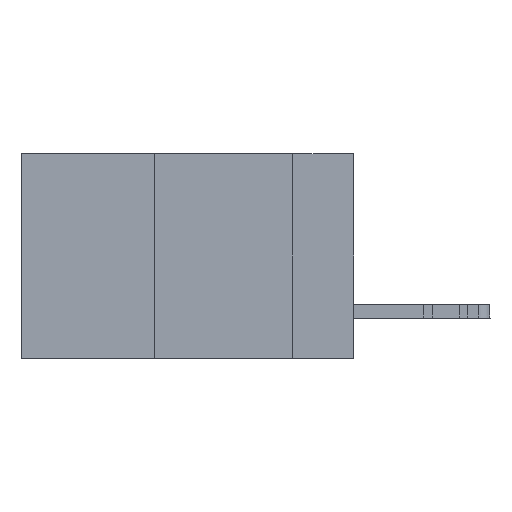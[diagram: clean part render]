
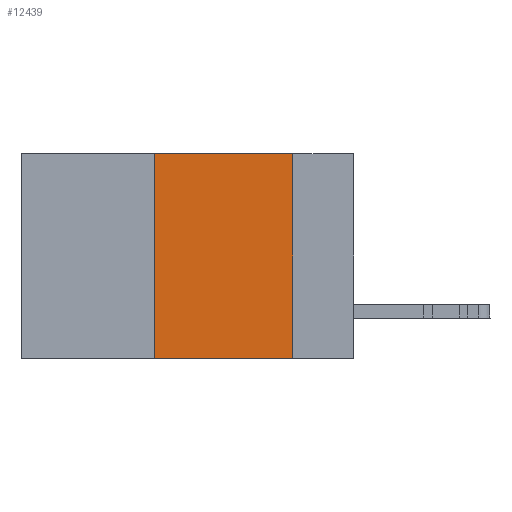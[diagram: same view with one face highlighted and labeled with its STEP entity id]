
A CAD part, left-side view. The second image highlights one B-rep face of the part: STEP entity #12439.
In plain terms, the highlighted planar face has unit normal (-1, 0, 0).
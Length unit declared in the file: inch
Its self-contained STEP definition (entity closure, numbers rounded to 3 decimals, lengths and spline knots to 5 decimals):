
#1076 = VECTOR ( 'NONE', #41614, 39.37008 ) ;
#3622 = VERTEX_POINT ( 'NONE', #33195 ) ;
#3666 = EDGE_CURVE ( 'NONE', #45080, #7523, #42234, .T. ) ;
#5614 = DIRECTION ( 'NONE',  ( 1., 0., 0. ) ) ;
#7523 = VERTEX_POINT ( 'NONE', #18268 ) ;
#9161 = PLANE ( 'NONE',  #28380 ) ;
#12439 = ADVANCED_FACE ( 'NONE', ( #39009 ), #9161, .F. ) ;
#12518 = LINE ( 'NONE', #22277, #14370 ) ;
#13624 = ORIENTED_EDGE ( 'NONE', *, *, #21898, .F. ) ;
#14370 = VECTOR ( 'NONE', #41193, 39.37008 ) ;
#14704 = DIRECTION ( 'NONE',  ( 0., 0., 1. ) ) ;
#15027 = CARTESIAN_POINT ( 'NONE',  ( 0., 0.36, 0. ) ) ;
#16070 = CARTESIAN_POINT ( 'NONE',  ( 0., 0.11, 0. ) ) ;
#16916 = DIRECTION ( 'NONE',  ( 0., 0., -1. ) ) ;
#17770 = EDGE_CURVE ( 'NONE', #42361, #7523, #17965, .T. ) ;
#17965 = LINE ( 'NONE', #16070, #47012 ) ;
#18268 = CARTESIAN_POINT ( 'NONE',  ( 0., 0.11, -0.37 ) ) ;
#20184 = ORIENTED_EDGE ( 'NONE', *, *, #3666, .T. ) ;
#21898 = EDGE_CURVE ( 'NONE', #3622, #42361, #12518, .T. ) ;
#22277 = CARTESIAN_POINT ( 'NONE',  ( 0., 0.6, 0. ) ) ;
#23784 = ORIENTED_EDGE ( 'NONE', *, *, #43046, .F. ) ;
#26593 = CARTESIAN_POINT ( 'NONE',  ( 0., 0.11, 0. ) ) ;
#26732 = CARTESIAN_POINT ( 'NONE',  ( 0., 0.36, -0.37 ) ) ;
#28380 = AXIS2_PLACEMENT_3D ( 'NONE', #47543, #5614, #16916 ) ;
#30970 = DIRECTION ( 'NONE',  ( 0., 0., -1. ) ) ;
#33195 = CARTESIAN_POINT ( 'NONE',  ( 0., 0.36, 0. ) ) ;
#35735 = VECTOR ( 'NONE', #14704, 39.37008 ) ;
#36364 = LINE ( 'NONE', #15027, #35735 ) ;
#39009 = FACE_OUTER_BOUND ( 'NONE', #43722, .T. ) ;
#41193 = DIRECTION ( 'NONE',  ( 0., -1., 0. ) ) ;
#41614 = DIRECTION ( 'NONE',  ( 0., -1., 0. ) ) ;
#42234 = LINE ( 'NONE', #44879, #1076 ) ;
#42361 = VERTEX_POINT ( 'NONE', #26593 ) ;
#43046 = EDGE_CURVE ( 'NONE', #45080, #3622, #36364, .T. ) ;
#43722 = EDGE_LOOP ( 'NONE', ( #46752, #13624, #23784, #20184 ) ) ;
#44879 = CARTESIAN_POINT ( 'NONE',  ( 0., 0.6, -0.37 ) ) ;
#45080 = VERTEX_POINT ( 'NONE', #26732 ) ;
#46752 = ORIENTED_EDGE ( 'NONE', *, *, #17770, .F. ) ;
#47012 = VECTOR ( 'NONE', #30970, 39.37008 ) ;
#47543 = CARTESIAN_POINT ( 'NONE',  ( 0., 0.6, 0. ) ) ;
